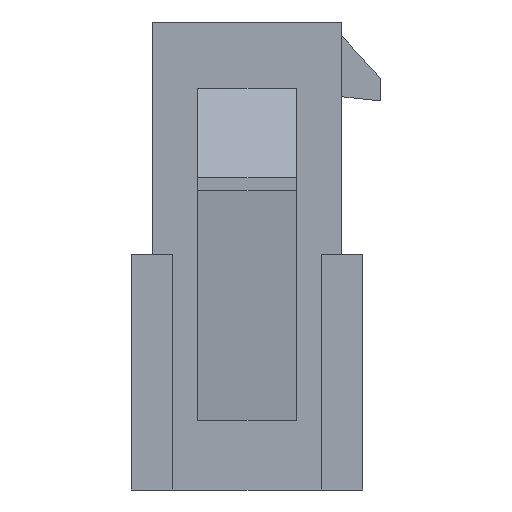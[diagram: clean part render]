
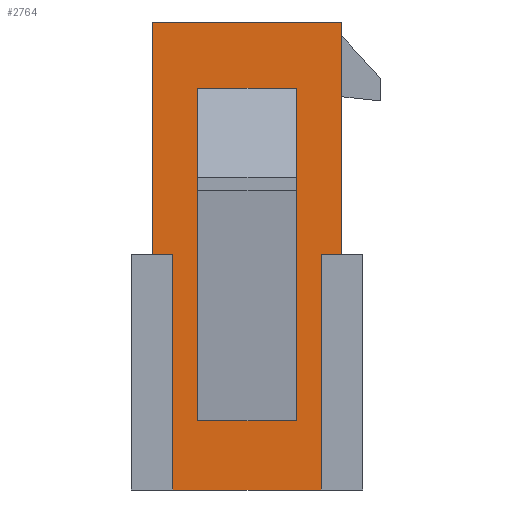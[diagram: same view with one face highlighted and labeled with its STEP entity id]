
A CAD part, left-side view. The second image highlights one B-rep face of the part: STEP entity #2764.
In plain terms, the highlighted planar face has unit normal (-1, 0, 0).
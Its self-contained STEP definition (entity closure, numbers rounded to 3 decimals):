
#351=ORIENTED_EDGE('',*,*,#1029,.F.);
#352=ORIENTED_EDGE('',*,*,#1030,.T.);
#353=ORIENTED_EDGE('',*,*,#1031,.T.);
#354=ORIENTED_EDGE('',*,*,#1032,.F.);
#355=ORIENTED_EDGE('',*,*,#1033,.F.);
#356=ORIENTED_EDGE('',*,*,#1034,.T.);
#357=ORIENTED_EDGE('',*,*,#1035,.T.);
#358=ORIENTED_EDGE('',*,*,#1036,.F.);
#359=ORIENTED_EDGE('',*,*,#1037,.F.);
#360=ORIENTED_EDGE('',*,*,#1038,.T.);
#361=ORIENTED_EDGE('',*,*,#1018,.T.);
#362=ORIENTED_EDGE('',*,*,#1025,.T.);
#1018=EDGE_CURVE('',#1368,#1369,#1668,.T.);
#1025=EDGE_CURVE('',#1369,#1375,#1675,.T.);
#1029=EDGE_CURVE('',#1378,#1379,#1679,.T.);
#1030=EDGE_CURVE('',#1378,#1380,#1680,.T.);
#1031=EDGE_CURVE('',#1380,#1381,#1681,.T.);
#1032=EDGE_CURVE('',#1379,#1381,#1682,.T.);
#1033=EDGE_CURVE('',#1382,#1375,#1683,.T.);
#1034=EDGE_CURVE('',#1382,#1383,#1684,.T.);
#1035=EDGE_CURVE('',#1383,#1384,#1685,.T.);
#1036=EDGE_CURVE('',#1385,#1384,#1686,.T.);
#1037=EDGE_CURVE('',#1386,#1385,#1687,.T.);
#1038=EDGE_CURVE('',#1386,#1368,#1688,.T.);
#1368=VERTEX_POINT('',#4107);
#1369=VERTEX_POINT('',#4108);
#1375=VERTEX_POINT('',#4121);
#1378=VERTEX_POINT('',#4130);
#1379=VERTEX_POINT('',#4131);
#1380=VERTEX_POINT('',#4133);
#1381=VERTEX_POINT('',#4135);
#1382=VERTEX_POINT('',#4138);
#1383=VERTEX_POINT('',#4140);
#1384=VERTEX_POINT('',#4142);
#1385=VERTEX_POINT('',#4144);
#1386=VERTEX_POINT('',#4146);
#1668=LINE('',#4106,#2057);
#1675=LINE('',#4122,#2064);
#1679=LINE('',#4129,#2068);
#1680=LINE('',#4132,#2069);
#1681=LINE('',#4134,#2070);
#1682=LINE('',#4136,#2071);
#1683=LINE('',#4137,#2072);
#1684=LINE('',#4139,#2073);
#1685=LINE('',#4141,#2074);
#1686=LINE('',#4143,#2075);
#1687=LINE('',#4145,#2076);
#1688=LINE('',#4147,#2077);
#2057=VECTOR('',#3323,1000.);
#2064=VECTOR('',#3332,1000.);
#2068=VECTOR('',#3338,1000.);
#2069=VECTOR('',#3339,1000.);
#2070=VECTOR('',#3340,1000.);
#2071=VECTOR('',#3341,1000.);
#2072=VECTOR('',#3342,1000.);
#2073=VECTOR('',#3343,1000.);
#2074=VECTOR('',#3344,1000.);
#2075=VECTOR('',#3345,1000.);
#2076=VECTOR('',#3346,1000.);
#2077=VECTOR('',#3347,1000.);
#2319=EDGE_LOOP('',(#351,#352,#353,#354));
#2320=EDGE_LOOP('',(#355,#356,#357,#358,#359,#360,#361,#362));
#2473=FACE_BOUND('',#2319,.T.);
#2474=FACE_BOUND('',#2320,.T.);
#2621=PLANE('',#2930);
#2764=ADVANCED_FACE('',(#2473,#2474),#2621,.T.);
#2930=AXIS2_PLACEMENT_3D('',#4128,#3336,#3337);
#3323=DIRECTION('',(0.,1.,0.));
#3332=DIRECTION('',(0.,0.,-1.));
#3336=DIRECTION('',(-1.,0.,0.));
#3337=DIRECTION('',(0.,0.,1.));
#3338=DIRECTION('',(0.,0.,1.));
#3339=DIRECTION('',(0.,1.,0.));
#3340=DIRECTION('',(0.,0.,1.));
#3341=DIRECTION('',(0.,1.,0.));
#3342=DIRECTION('',(0.,1.,0.));
#3343=DIRECTION('',(0.,0.,-1.));
#3344=DIRECTION('',(0.,-1.,0.));
#3345=DIRECTION('',(0.,0.,-1.));
#3346=DIRECTION('',(0.,1.,0.));
#3347=DIRECTION('',(0.,0.,1.));
#4106=CARTESIAN_POINT('',(-1.925,-3.425,8.45));
#4107=CARTESIAN_POINT('',(-1.925,-3.425,8.45));
#4108=CARTESIAN_POINT('',(-1.925,3.425,8.45));
#4121=CARTESIAN_POINT('',(-1.925,3.425,0.05));
#4122=CARTESIAN_POINT('',(-1.925,3.425,8.45));
#4128=CARTESIAN_POINT('',(-1.925,0.,0.));
#4129=CARTESIAN_POINT('',(-1.925,-1.78,-5.95));
#4130=CARTESIAN_POINT('',(-1.925,-1.78,-5.95));
#4131=CARTESIAN_POINT('',(-1.925,-1.78,-3.15));
#4132=CARTESIAN_POINT('',(-1.925,-1.78,-5.95));
#4133=CARTESIAN_POINT('',(-1.925,1.78,-5.95));
#4134=CARTESIAN_POINT('',(-1.925,1.78,-5.95));
#4135=CARTESIAN_POINT('',(-1.925,1.78,-3.15));
#4136=CARTESIAN_POINT('',(-1.925,-1.78,-3.15));
#4137=CARTESIAN_POINT('',(-1.925,2.675,0.05));
#4138=CARTESIAN_POINT('',(-1.925,2.675,0.05));
#4139=CARTESIAN_POINT('',(-1.925,2.675,0.05));
#4140=CARTESIAN_POINT('',(-1.925,2.675,-8.45));
#4141=CARTESIAN_POINT('',(-1.925,3.425,-8.45));
#4142=CARTESIAN_POINT('',(-1.925,-2.675,-8.45));
#4143=CARTESIAN_POINT('',(-1.925,-2.675,0.05));
#4144=CARTESIAN_POINT('',(-1.925,-2.675,0.05));
#4145=CARTESIAN_POINT('',(-1.925,-3.425,0.05));
#4146=CARTESIAN_POINT('',(-1.925,-3.425,0.05));
#4147=CARTESIAN_POINT('',(-1.925,-3.425,-8.45));
